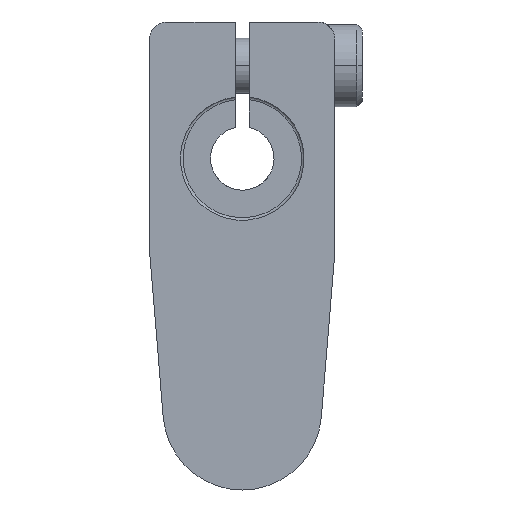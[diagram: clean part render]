
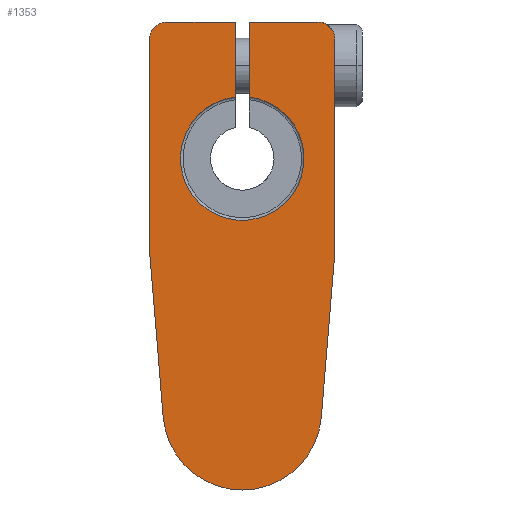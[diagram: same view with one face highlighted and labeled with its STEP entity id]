
A CAD part, front view. The second image highlights one B-rep face of the part: STEP entity #1353.
In plain terms, the highlighted planar face has unit normal (0, -1, 0).
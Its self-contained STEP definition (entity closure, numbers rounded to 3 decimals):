
#114=DIRECTION('',(0.,0.,-1.));
#115=VECTOR('',#114,21.861);
#116=CARTESIAN_POINT('',(2.,0.,39.75));
#117=LINE('',#116,#115);
#122=DIRECTION('',(1.,0.,0.));
#123=VECTOR('',#122,20.);
#124=CARTESIAN_POINT('',(2.,0.,39.75));
#125=LINE('',#124,#123);
#129=CARTESIAN_POINT('',(22.,0.,34.75));
#130=DIRECTION('',(0.,-1.,0.));
#131=DIRECTION('',(1.,0.,0.));
#132=AXIS2_PLACEMENT_3D('',#129,#130,#131);
#137=DIRECTION('',(0.,0.,-1.));
#138=VECTOR('',#137,61.75);
#139=CARTESIAN_POINT('',(27.,0.,34.75));
#140=LINE('',#139,#138);
#144=DIRECTION('',(-0.082,0.,-0.997));
#145=VECTOR('',#144,48.509);
#146=CARTESIAN_POINT('',(27.,0.,-27.));
#147=LINE('',#146,#145);
#151=CARTESIAN_POINT('',(0.,0.,-73.451));
#152=DIRECTION('',(0.,1.,0.));
#153=DIRECTION('',(0.997,0.,-0.082));
#154=AXIS2_PLACEMENT_3D('',#151,#152,#153);
#159=DIRECTION('',(-0.082,0.,0.997));
#160=VECTOR('',#159,48.509);
#161=CARTESIAN_POINT('',(-23.021,0.,-75.346));
#162=LINE('',#161,#160);
#166=DIRECTION('',(0.,0.,1.));
#167=VECTOR('',#166,61.75);
#168=CARTESIAN_POINT('',(-27.,0.,-27.));
#169=LINE('',#168,#167);
#173=CARTESIAN_POINT('',(-22.,0.,34.75));
#174=DIRECTION('',(0.,-1.,0.));
#175=DIRECTION('',(0.,0.,1.));
#176=AXIS2_PLACEMENT_3D('',#173,#174,#175);
#181=DIRECTION('',(1.,0.,0.));
#182=VECTOR('',#181,20.);
#183=CARTESIAN_POINT('',(-22.,0.,39.75));
#184=LINE('',#183,#182);
#188=DIRECTION('',(0.,0.,-1.));
#189=VECTOR('',#188,21.861);
#190=CARTESIAN_POINT('',(-2.,0.,39.75));
#191=LINE('',#190,#189);
#1067=CARTESIAN_POINT('',(0.,0.,0.));
#1068=DIRECTION('',(0.,1.,0.));
#1069=DIRECTION('',(0.111,0.,0.994));
#1070=AXIS2_PLACEMENT_3D('',#1067,#1068,#1069);
#1153=CARTESIAN_POINT('',(27.,0.,34.75));
#1154=CARTESIAN_POINT('',(22.,0.,39.75));
#1155=VERTEX_POINT('',#1153);
#1156=VERTEX_POINT('',#1154);
#1157=CARTESIAN_POINT('',(-22.,0.,39.75));
#1158=CARTESIAN_POINT('',(-27.,0.,34.75));
#1159=VERTEX_POINT('',#1157);
#1160=VERTEX_POINT('',#1158);
#1161=CARTESIAN_POINT('',(27.,0.,-27.));
#1162=VERTEX_POINT('',#1161);
#1163=CARTESIAN_POINT('',(-27.,0.,-27.));
#1164=VERTEX_POINT('',#1163);
#1217=CARTESIAN_POINT('',(23.021,0.,-75.346));
#1218=VERTEX_POINT('',#1217);
#1219=CARTESIAN_POINT('',(-23.021,0.,-75.346));
#1220=VERTEX_POINT('',#1219);
#1222=CARTESIAN_POINT('',(2.,0.,39.75));
#1223=CARTESIAN_POINT('',(2.,0.,17.889));
#1224=VERTEX_POINT('',#1222);
#1225=VERTEX_POINT('',#1223);
#1226=CARTESIAN_POINT('',(-2.,0.,39.75));
#1227=CARTESIAN_POINT('',(-2.,0.,17.889));
#1228=VERTEX_POINT('',#1226);
#1229=VERTEX_POINT('',#1227);
#1322=CARTESIAN_POINT('',(0.,0.,0.));
#1323=DIRECTION('',(0.,1.,0.));
#1324=DIRECTION('',(0.,0.,-1.));
#1325=AXIS2_PLACEMENT_3D('',#1322,#1323,#1324);
#1326=PLANE('',#1325);
#1328=ORIENTED_EDGE('',*,*,#1327,.F.);
#1330=ORIENTED_EDGE('',*,*,#1329,.T.);
#1332=ORIENTED_EDGE('',*,*,#1331,.F.);
#1334=ORIENTED_EDGE('',*,*,#1333,.T.);
#1336=ORIENTED_EDGE('',*,*,#1335,.T.);
#1338=ORIENTED_EDGE('',*,*,#1337,.T.);
#1340=ORIENTED_EDGE('',*,*,#1339,.T.);
#1342=ORIENTED_EDGE('',*,*,#1341,.T.);
#1344=ORIENTED_EDGE('',*,*,#1343,.F.);
#1346=ORIENTED_EDGE('',*,*,#1345,.T.);
#1348=ORIENTED_EDGE('',*,*,#1347,.T.);
#1350=ORIENTED_EDGE('',*,*,#1349,.F.);
#1351=EDGE_LOOP('',(#1328,#1330,#1332,#1334,#1336,#1338,#1340,#1342,#1344,#1346,
#1348,#1350));
#1352=FACE_OUTER_BOUND('',#1351,.F.);
#1353=ADVANCED_FACE('',(#1352),#1326,.F.);
#133=CIRCLE('',#132,5.);
#155=CIRCLE('',#154,23.099);
#177=CIRCLE('',#176,5.);
#1071=CIRCLE('',#1070,18.);
#1327=EDGE_CURVE('',#1224,#1225,#117,.T.);
#1329=EDGE_CURVE('',#1224,#1156,#125,.T.);
#1331=EDGE_CURVE('',#1155,#1156,#133,.T.);
#1333=EDGE_CURVE('',#1155,#1162,#140,.T.);
#1335=EDGE_CURVE('',#1162,#1218,#147,.T.);
#1337=EDGE_CURVE('',#1218,#1220,#155,.T.);
#1339=EDGE_CURVE('',#1220,#1164,#162,.T.);
#1341=EDGE_CURVE('',#1164,#1160,#169,.T.);
#1343=EDGE_CURVE('',#1159,#1160,#177,.T.);
#1345=EDGE_CURVE('',#1159,#1228,#184,.T.);
#1347=EDGE_CURVE('',#1228,#1229,#191,.T.);
#1349=EDGE_CURVE('',#1225,#1229,#1071,.T.);
